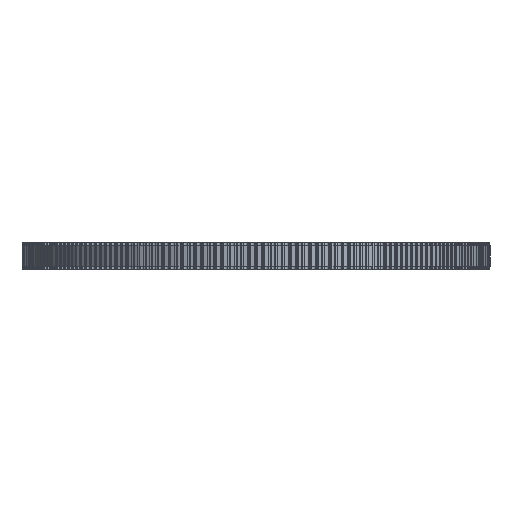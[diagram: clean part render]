
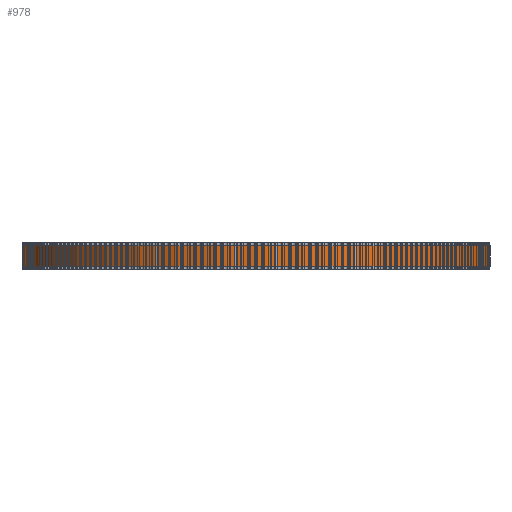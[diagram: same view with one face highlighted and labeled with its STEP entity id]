
A CAD part, front view. The second image highlights one B-rep face of the part: STEP entity #978.
In plain terms, the highlighted cylindrical face has radius 68.118 mm (diameter 136.237 mm), a full revolution.
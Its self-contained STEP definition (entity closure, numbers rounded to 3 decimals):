
#97=FACE_BOUND('',#3552,.T.);
#98=FACE_BOUND('',#3553,.T.);
#978=ADVANCED_FACE('',(#97,#98),#1835,.T.);
#1835=CYLINDRICAL_SURFACE('',#18975,68.118);
#3552=EDGE_LOOP('',(#10402));
#3553=EDGE_LOOP('',(#10403));
#10402=ORIENTED_EDGE('',*,*,#14686,.T.);
#10403=ORIENTED_EDGE('',*,*,#14687,.T.);
#12116=VERTEX_POINT('',#30120);
#12117=VERTEX_POINT('',#30122);
#14686=EDGE_CURVE('',#12116,#12116,#16400,.T.);
#14687=EDGE_CURVE('',#12117,#12117,#16401,.T.);
#16400=CIRCLE('',#18973,68.118);
#16401=CIRCLE('',#18974,68.118);
#18973=AXIS2_PLACEMENT_3D('',#30119,#24974,#24975);
#18974=AXIS2_PLACEMENT_3D('',#30121,#24976,#24977);
#18975=AXIS2_PLACEMENT_3D('',#30123,#24978,#24979);
#24974=DIRECTION('',(0.,0.,1.));
#24975=DIRECTION('',(1.,0.,0.));
#24976=DIRECTION('',(0.,0.,-1.));
#24977=DIRECTION('',(1.,0.,0.));
#24978=DIRECTION('',(0.,0.,1.));
#24979=DIRECTION('',(1.,0.,0.));
#30119=CARTESIAN_POINT('',(0.,0.,1.));
#30120=CARTESIAN_POINT('',(68.118,0.,1.));
#30121=CARTESIAN_POINT('',(0.,0.,7.));
#30122=CARTESIAN_POINT('',(68.118,0.,7.));
#30123=CARTESIAN_POINT('',(0.,0.,1.));
